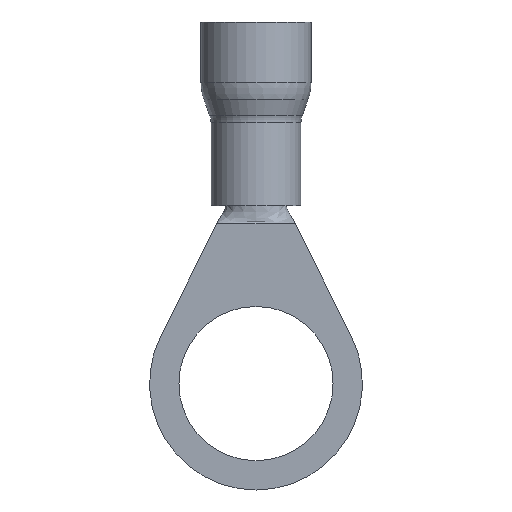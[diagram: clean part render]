
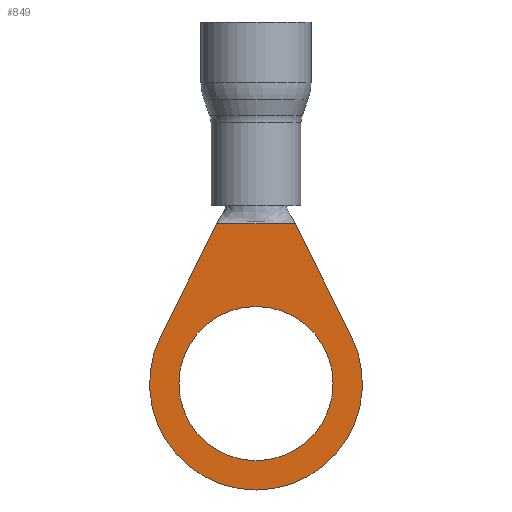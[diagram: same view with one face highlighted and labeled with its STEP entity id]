
A CAD part, front view. The second image highlights one B-rep face of the part: STEP entity #849.
In plain terms, the highlighted planar face has unit normal (0, -1, 0).
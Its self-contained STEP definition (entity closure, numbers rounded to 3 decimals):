
#19 = ORIENTED_EDGE ( 'NONE', *, *, #1326, .T. ) ;
#21 = DIRECTION ( 'NONE',  ( 0., 1., 0. ) ) ;
#38 = ORIENTED_EDGE ( 'NONE', *, *, #1277, .F. ) ;
#129 = CARTESIAN_POINT ( 'NONE',  ( 0., 0., 0. ) ) ;
#136 = VERTEX_POINT ( 'NONE', #1473 ) ;
#159 = CARTESIAN_POINT ( 'NONE',  ( 5.192, 0., 2.585 ) ) ;
#176 = ORIENTED_EDGE ( 'NONE', *, *, #1960, .T. ) ;
#245 = CARTESIAN_POINT ( 'NONE',  ( 0., 0., -5.8 ) ) ;
#247 = CIRCLE ( 'NONE', #2218, 4.2 ) ;
#309 = CARTESIAN_POINT ( 'NONE',  ( -1.65, 0., 9.7 ) ) ;
#359 = ORIENTED_EDGE ( 'NONE', *, *, #980, .F. ) ;
#369 = DIRECTION ( 'NONE',  ( 0., 0., 1. ) ) ;
#382 = ORIENTED_EDGE ( 'NONE', *, *, #2147, .F. ) ;
#590 = CARTESIAN_POINT ( 'NONE',  ( -2.148, 0., 8.7 ) ) ;
#659 = DIRECTION ( 'NONE',  ( 0.446, 0., 0.895 ) ) ;
#668 = VERTEX_POINT ( 'NONE', #590 ) ;
#673 = AXIS2_PLACEMENT_3D ( 'NONE', #989, #1718, #1158 ) ;
#703 = EDGE_CURVE ( 'NONE', #1751, #1681, #829, .T. ) ;
#829 = CIRCLE ( 'NONE', #673, 5.8 ) ;
#849 = ADVANCED_FACE ( 'NONE', ( #2320, #1939 ), #2135, .F. ) ;
#852 = DIRECTION ( 'NONE',  ( 0., 0., 1. ) ) ;
#897 = AXIS2_PLACEMENT_3D ( 'NONE', #1641, #1069, #852 ) ;
#980 = EDGE_CURVE ( 'NONE', #136, #1751, #1756, .T. ) ;
#989 = CARTESIAN_POINT ( 'NONE',  ( 0., 0., 0. ) ) ;
#1052 = CARTESIAN_POINT ( 'NONE',  ( -5.192, 0., 2.585 ) ) ;
#1069 = DIRECTION ( 'NONE',  ( 0., 1., 0. ) ) ;
#1158 = DIRECTION ( 'NONE',  ( 0., 0., 1. ) ) ;
#1163 = VERTEX_POINT ( 'NONE', #1593 ) ;
#1246 = DIRECTION ( 'NONE',  ( 0., 1., 0. ) ) ;
#1254 = ORIENTED_EDGE ( 'NONE', *, *, #703, .F. ) ;
#1263 = DIRECTION ( 'NONE',  ( -1., 0., 0. ) ) ;
#1277 = EDGE_CURVE ( 'NONE', #1681, #1818, #1518, .T. ) ;
#1325 = CARTESIAN_POINT ( 'NONE',  ( 0., 0., 0. ) ) ;
#1326 = EDGE_CURVE ( 'NONE', #136, #668, #1972, .T. ) ;
#1380 = EDGE_LOOP ( 'NONE', ( #2360, #176 ) ) ;
#1383 = CARTESIAN_POINT ( 'NONE',  ( 0., 0., -4.2 ) ) ;
#1416 = AXIS2_PLACEMENT_3D ( 'NONE', #129, #1246, #2351 ) ;
#1449 = CARTESIAN_POINT ( 'NONE',  ( 0., 0., 8.7 ) ) ;
#1473 = CARTESIAN_POINT ( 'NONE',  ( 2.148, 0., 8.7 ) ) ;
#1493 = EDGE_CURVE ( 'NONE', #1655, #1163, #2372, .T. ) ;
#1518 = CIRCLE ( 'NONE', #897, 5.8 ) ;
#1586 = CARTESIAN_POINT ( 'NONE',  ( 1.65, 0., 9.7 ) ) ;
#1593 = CARTESIAN_POINT ( 'NONE',  ( 0., 0., 4.2 ) ) ;
#1641 = CARTESIAN_POINT ( 'NONE',  ( 0., 0., 0. ) ) ;
#1655 = VERTEX_POINT ( 'NONE', #1383 ) ;
#1673 = VECTOR ( 'NONE', #1263, 1000. ) ;
#1681 = VERTEX_POINT ( 'NONE', #245 ) ;
#1718 = DIRECTION ( 'NONE',  ( 0., 1., 0. ) ) ;
#1751 = VERTEX_POINT ( 'NONE', #159 ) ;
#1756 = LINE ( 'NONE', #1586, #1921 ) ;
#1795 = LINE ( 'NONE', #309, #2096 ) ;
#1818 = VERTEX_POINT ( 'NONE', #1052 ) ;
#1837 = EDGE_LOOP ( 'NONE', ( #359, #19, #382, #38, #1254 ) ) ;
#1845 = DIRECTION ( 'NONE',  ( 0., 0., 1. ) ) ;
#1921 = VECTOR ( 'NONE', #2376, 1000. ) ;
#1939 = FACE_BOUND ( 'NONE', #1380, .T. ) ;
#1943 = AXIS2_PLACEMENT_3D ( 'NONE', #1325, #21, #369 ) ;
#1960 = EDGE_CURVE ( 'NONE', #1163, #1655, #247, .T. ) ;
#1972 = LINE ( 'NONE', #1449, #1673 ) ;
#2015 = CARTESIAN_POINT ( 'NONE',  ( 0., 0., 0. ) ) ;
#2028 = DIRECTION ( 'NONE',  ( 0., 1., 0. ) ) ;
#2096 = VECTOR ( 'NONE', #659, 1000. ) ;
#2135 = PLANE ( 'NONE',  #1416 ) ;
#2147 = EDGE_CURVE ( 'NONE', #1818, #668, #1795, .T. ) ;
#2218 = AXIS2_PLACEMENT_3D ( 'NONE', #2015, #2028, #1845 ) ;
#2320 = FACE_OUTER_BOUND ( 'NONE', #1837, .T. ) ;
#2351 = DIRECTION ( 'NONE',  ( 0., 0., 1. ) ) ;
#2360 = ORIENTED_EDGE ( 'NONE', *, *, #1493, .T. ) ;
#2372 = CIRCLE ( 'NONE', #1943, 4.2 ) ;
#2376 = DIRECTION ( 'NONE',  ( 0.446, 0., -0.895 ) ) ;
